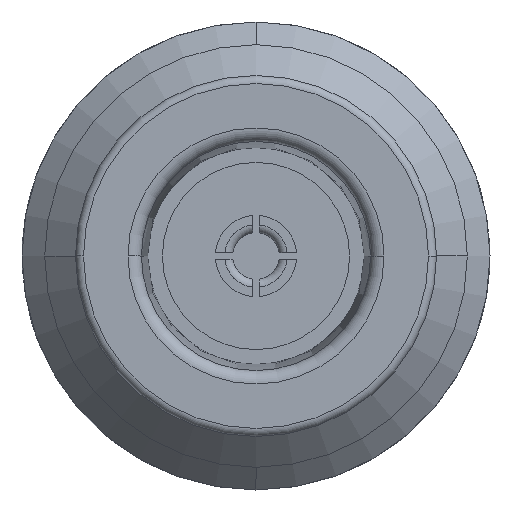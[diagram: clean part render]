
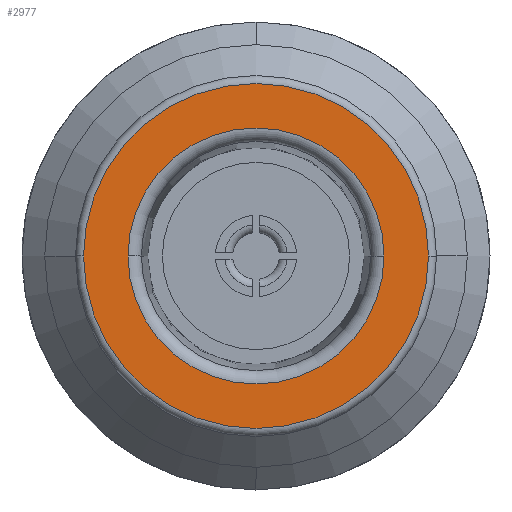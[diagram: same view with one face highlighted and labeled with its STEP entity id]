
A CAD part, left-side view. The second image highlights one B-rep face of the part: STEP entity #2977.
In plain terms, the highlighted planar face has unit normal (-1, 0, 0).
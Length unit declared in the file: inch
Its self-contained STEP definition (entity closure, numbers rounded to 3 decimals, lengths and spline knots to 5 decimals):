
#36 = AXIS2_PLACEMENT_3D ( 'NONE', #1893, #2833, #778 ) ;
#52 = AXIS2_PLACEMENT_3D ( 'NONE', #2033, #2218, #2726 ) ;
#92 = DIRECTION ( 'NONE',  ( 0., -1., 0. ) ) ;
#116 = VERTEX_POINT ( 'NONE', #2384 ) ;
#282 = DIRECTION ( 'NONE',  ( 0., -1., 0. ) ) ;
#288 = FACE_BOUND ( 'NONE', #318, .T. ) ;
#318 = EDGE_LOOP ( 'NONE', ( #1263, #2493 ) ) ;
#404 = EDGE_CURVE ( 'NONE', #1853, #1058, #2214, .T. ) ;
#474 = CARTESIAN_POINT ( 'NONE',  ( 0., 0., 0. ) ) ;
#555 = DIRECTION ( 'NONE',  ( 1., 0., 0. ) ) ;
#720 = CARTESIAN_POINT ( 'NONE',  ( 0., 0., 0. ) ) ;
#778 = DIRECTION ( 'NONE',  ( 0., 0., 1. ) ) ;
#801 = EDGE_CURVE ( 'NONE', #1058, #1853, #1209, .T. ) ;
#808 = ORIENTED_EDGE ( 'NONE', *, *, #404, .T. ) ;
#940 = CARTESIAN_POINT ( 'NONE',  ( 0., 0.18841, 0. ) ) ;
#992 = FACE_OUTER_BOUND ( 'NONE', #1590, .T. ) ;
#1058 = VERTEX_POINT ( 'NONE', #2175 ) ;
#1109 = EDGE_CURVE ( 'NONE', #1307, #116, #1866, .T. ) ;
#1209 = CIRCLE ( 'NONE', #52, 0.25394 ) ;
#1263 = ORIENTED_EDGE ( 'NONE', *, *, #2578, .T. ) ;
#1307 = VERTEX_POINT ( 'NONE', #940 ) ;
#1479 = AXIS2_PLACEMENT_3D ( 'NONE', #474, #2508, #282 ) ;
#1590 = EDGE_LOOP ( 'NONE', ( #808, #1829 ) ) ;
#1616 = DIRECTION ( 'NONE',  ( 0., -1., 0. ) ) ;
#1829 = ORIENTED_EDGE ( 'NONE', *, *, #801, .T. ) ;
#1853 = VERTEX_POINT ( 'NONE', #2010 ) ;
#1866 = CIRCLE ( 'NONE', #2732, 0.18841 ) ;
#1893 = CARTESIAN_POINT ( 'NONE',  ( 0., 0.16929, 0. ) ) ;
#1923 = PLANE ( 'NONE',  #36 ) ;
#2010 = CARTESIAN_POINT ( 'NONE',  ( 0., -0.25394, 0. ) ) ;
#2033 = CARTESIAN_POINT ( 'NONE',  ( 0., 0., 0. ) ) ;
#2104 = DIRECTION ( 'NONE',  ( -1., 0., 0. ) ) ;
#2175 = CARTESIAN_POINT ( 'NONE',  ( 0., 0.25394, 0. ) ) ;
#2214 = CIRCLE ( 'NONE', #2695, 0.25394 ) ;
#2218 = DIRECTION ( 'NONE',  ( -1., 0., 0. ) ) ;
#2384 = CARTESIAN_POINT ( 'NONE',  ( 0., -0.18841, 0. ) ) ;
#2388 = CIRCLE ( 'NONE', #1479, 0.18841 ) ;
#2493 = ORIENTED_EDGE ( 'NONE', *, *, #1109, .T. ) ;
#2508 = DIRECTION ( 'NONE',  ( 1., 0., 0. ) ) ;
#2578 = EDGE_CURVE ( 'NONE', #116, #1307, #2388, .T. ) ;
#2590 = CARTESIAN_POINT ( 'NONE',  ( 0., 0., 0. ) ) ;
#2695 = AXIS2_PLACEMENT_3D ( 'NONE', #720, #2104, #1616 ) ;
#2726 = DIRECTION ( 'NONE',  ( 0., -1., 0. ) ) ;
#2732 = AXIS2_PLACEMENT_3D ( 'NONE', #2590, #555, #92 ) ;
#2833 = DIRECTION ( 'NONE',  ( -1., 0., 0. ) ) ;
#2977 = ADVANCED_FACE ( 'NONE', ( #288, #992 ), #1923, .T. ) ;
